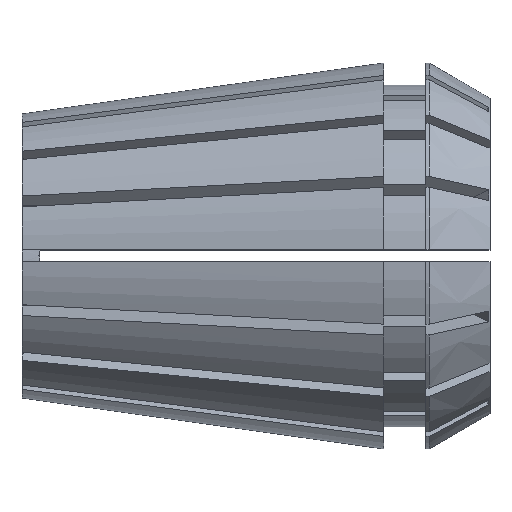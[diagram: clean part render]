
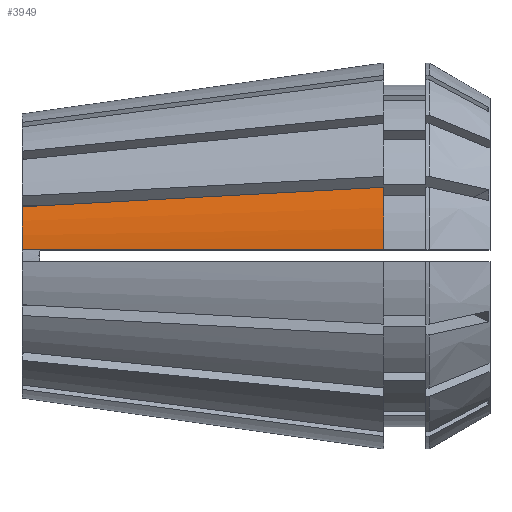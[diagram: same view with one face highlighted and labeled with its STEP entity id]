
A CAD part, top view. The second image highlights one B-rep face of the part: STEP entity #3949.
In plain terms, the highlighted conical face has half-angle 8 degrees and reference radius 16.5 mm.
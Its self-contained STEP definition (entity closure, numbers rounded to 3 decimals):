
#270 = CIRCLE ( 'NONE', #4813, 16.5 ) ;
#458 = EDGE_LOOP ( 'NONE', ( #3719, #1666, #2286, #4052 ) ) ;
#635 = EDGE_CURVE ( 'NONE', #4414, #2507, #4373, .T. ) ;
#659 = DIRECTION ( 'NONE',  ( -1., 0., 0. ) ) ;
#673 = CARTESIAN_POINT ( 'NONE',  ( 25.941, 0.5, 15.795 ) ) ;
#776 = CARTESIAN_POINT ( 'NONE',  ( 0., 4.187, 11.414 ) ) ;
#1104 = CARTESIAN_POINT ( 'NONE',  ( 11.221, 0.5, 13.726 ) ) ;
#1443 = CONICAL_SURFACE ( 'NONE', #3879, 16.5, 0.14 ) ;
#1569 = CARTESIAN_POINT ( 'NONE',  ( 2.574, 0.5, 12.509 ) ) ;
#1666 = ORIENTED_EDGE ( 'NONE', *, *, #2847, .T. ) ;
#1719 = CARTESIAN_POINT ( 'NONE',  ( 30.9, 5.85, 15.429 ) ) ;
#1800 = AXIS2_PLACEMENT_3D ( 'NONE', #3662, #3670, #3684 ) ;
#1862 = CARTESIAN_POINT ( 'NONE',  ( 30.9, 0.5, 16.493 ) ) ;
#2026 = CARTESIAN_POINT ( 'NONE',  ( 30.9, 0.5, 16.493 ) ) ;
#2053 = CARTESIAN_POINT ( 'NONE',  ( 0., 0.5, 12.147 ) ) ;
#2286 = ORIENTED_EDGE ( 'NONE', *, *, #635, .F. ) ;
#2321 = VERTEX_POINT ( 'NONE', #1862 ) ;
#2469 = CARTESIAN_POINT ( 'NONE',  ( 0., 4.187, 11.414 ) ) ;
#2507 = VERTEX_POINT ( 'NONE', #776 ) ;
#2814 = EDGE_CURVE ( 'NONE', #2321, #4078, #270, .T. ) ;
#2847 = EDGE_CURVE ( 'NONE', #4078, #2507, #3363, .T. ) ;
#2858 = EDGE_CURVE ( 'NONE', #2321, #4414, #3080, .T. ) ;
#2865 = CARTESIAN_POINT ( 'NONE',  ( 30.9, 5.85, 15.429 ) ) ;
#3080 = B_SPLINE_CURVE_WITH_KNOTS ( 'NONE', 3,
 ( #2026, #4166, #3314, #673, #3754, #1104, #4184, #1569, #4581, #2053 ),
 .UNSPECIFIED., .F., .F.,
 ( 4, 3, 3, 4 ),
 ( 0.064, 0.069, 0.091, 0.095 ),
 .UNSPECIFIED. ) ;
#3294 = CARTESIAN_POINT ( 'NONE',  ( 30.9, 0., 0. ) ) ;
#3314 = CARTESIAN_POINT ( 'NONE',  ( 27.594, 0.5, 16.028 ) ) ;
#3363 = B_SPLINE_CURVE_WITH_KNOTS ( 'NONE', 3,
 ( #2865, #4564, #4949, #2469 ),
 .UNSPECIFIED., .F., .F.,
 ( 4, 4 ),
 ( 0., 0.031 ),
 .UNSPECIFIED. ) ;
#3662 = CARTESIAN_POINT ( 'NONE',  ( 0., 0., 0. ) ) ;
#3670 = DIRECTION ( 'NONE',  ( -1., 0., 0. ) ) ;
#3684 = DIRECTION ( 'NONE',  ( 0., 0., 1. ) ) ;
#3719 = ORIENTED_EDGE ( 'NONE', *, *, #2814, .T. ) ;
#3739 = DIRECTION ( 'NONE',  ( 0., 0., 1. ) ) ;
#3754 = CARTESIAN_POINT ( 'NONE',  ( 18.581, 0.5, 14.761 ) ) ;
#3879 = AXIS2_PLACEMENT_3D ( 'NONE', #4967, #4566, #5376 ) ;
#3939 = FACE_OUTER_BOUND ( 'NONE', #458, .T. ) ;
#3949 = ADVANCED_FACE ( 'NONE', ( #3939 ), #1443, .T. ) ;
#4052 = ORIENTED_EDGE ( 'NONE', *, *, #2858, .F. ) ;
#4078 = VERTEX_POINT ( 'NONE', #1719 ) ;
#4166 = CARTESIAN_POINT ( 'NONE',  ( 29.247, 0.5, 16.26 ) ) ;
#4184 = CARTESIAN_POINT ( 'NONE',  ( 3.861, 0.5, 12.69 ) ) ;
#4206 = CARTESIAN_POINT ( 'NONE',  ( 0., 0.5, 12.147 ) ) ;
#4373 = CIRCLE ( 'NONE', #1800, 12.158 ) ;
#4414 = VERTEX_POINT ( 'NONE', #4206 ) ;
#4564 = CARTESIAN_POINT ( 'NONE',  ( 20.6, 5.295, 14.091 ) ) ;
#4566 = DIRECTION ( 'NONE',  ( 1., 0., 0. ) ) ;
#4581 = CARTESIAN_POINT ( 'NONE',  ( 1.287, 0.5, 12.328 ) ) ;
#4813 = AXIS2_PLACEMENT_3D ( 'NONE', #3294, #659, #3739 ) ;
#4949 = CARTESIAN_POINT ( 'NONE',  ( 10.3, 4.741, 12.753 ) ) ;
#4967 = CARTESIAN_POINT ( 'NONE',  ( 30.9, 0., 0. ) ) ;
#5376 = DIRECTION ( 'NONE',  ( 0., 0., -1. ) ) ;
